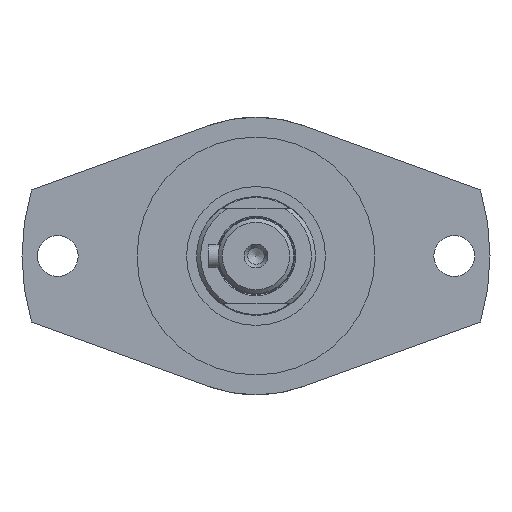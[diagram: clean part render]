
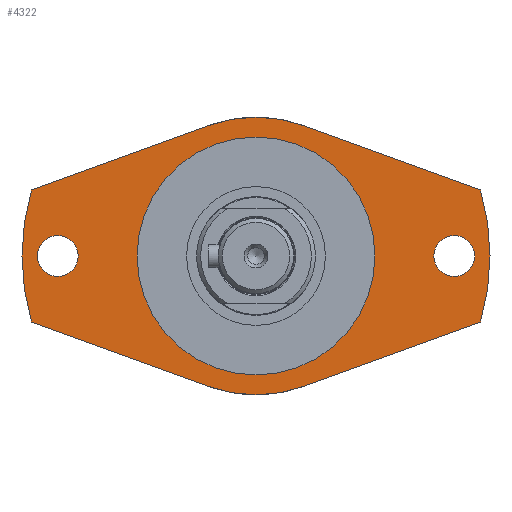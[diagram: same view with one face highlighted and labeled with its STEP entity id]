
A CAD part, left-side view. The second image highlights one B-rep face of the part: STEP entity #4322.
In plain terms, the highlighted planar face has unit normal (-1, 0, 0).
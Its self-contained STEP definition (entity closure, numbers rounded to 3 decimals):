
#109=FACE_BOUND('',#1507,.T.);
#110=FACE_BOUND('',#1508,.T.);
#111=FACE_BOUND('',#1509,.T.);
#649=LINE('',#7251,#968);
#652=LINE('',#7257,#971);
#656=LINE('',#7264,#975);
#659=LINE('',#7270,#978);
#968=VECTOR('',#5752,10.);
#971=VECTOR('',#5757,10.);
#975=VECTOR('',#5763,10.);
#978=VECTOR('',#5768,10.);
#1249=FACE_OUTER_BOUND('',#1506,.T.);
#1506=EDGE_LOOP('',(#3717,#3718,#3719,#3720,#3721,#3722,#3723,#3724));
#1507=EDGE_LOOP('',(#3725));
#1508=EDGE_LOOP('',(#3726));
#1509=EDGE_LOOP('',(#3727,#3728));
#1716=CIRCLE('',#4708,35.);
#1718=CIRCLE('',#4710,35.);
#1722=CIRCLE('',#4715,5.15);
#1725=CIRCLE('',#4719,5.15);
#1727=CIRCLE('',#4727,59.);
#1728=CIRCLE('',#4728,59.);
#1729=CIRCLE('',#4729,30.);
#1730=CIRCLE('',#4730,30.);
#2099=VERTEX_POINT('',#7216);
#2100=VERTEX_POINT('',#7218);
#2103=VERTEX_POINT('',#7224);
#2104=VERTEX_POINT('',#7226);
#2108=VERTEX_POINT('',#7236);
#2111=VERTEX_POINT('',#7244);
#2112=VERTEX_POINT('',#7248);
#2115=VERTEX_POINT('',#7256);
#2117=VERTEX_POINT('',#7262);
#2119=VERTEX_POINT('',#7267);
#2120=VERTEX_POINT('',#7276);
#2121=VERTEX_POINT('',#7277);
#2649=EDGE_CURVE('',#2100,#2099,#1716,.T.);
#2653=EDGE_CURVE('',#2104,#2103,#1718,.T.);
#2659=EDGE_CURVE('',#2108,#2108,#1722,.T.);
#2663=EDGE_CURVE('',#2111,#2111,#1725,.T.);
#2665=EDGE_CURVE('',#2099,#2112,#649,.T.);
#2668=EDGE_CURVE('',#2115,#2104,#652,.T.);
#2672=EDGE_CURVE('',#2103,#2117,#656,.T.);
#2675=EDGE_CURVE('',#2119,#2100,#659,.T.);
#2677=EDGE_CURVE('',#2115,#2112,#1727,.T.);
#2678=EDGE_CURVE('',#2119,#2117,#1728,.T.);
#2679=EDGE_CURVE('',#2120,#2121,#1729,.T.);
#2680=EDGE_CURVE('',#2121,#2120,#1730,.T.);
#3717=ORIENTED_EDGE('',*,*,#2675,.T.);
#3718=ORIENTED_EDGE('',*,*,#2649,.T.);
#3719=ORIENTED_EDGE('',*,*,#2665,.T.);
#3720=ORIENTED_EDGE('',*,*,#2677,.F.);
#3721=ORIENTED_EDGE('',*,*,#2668,.T.);
#3722=ORIENTED_EDGE('',*,*,#2653,.T.);
#3723=ORIENTED_EDGE('',*,*,#2672,.T.);
#3724=ORIENTED_EDGE('',*,*,#2678,.F.);
#3725=ORIENTED_EDGE('',*,*,#2659,.T.);
#3726=ORIENTED_EDGE('',*,*,#2663,.T.);
#3727=ORIENTED_EDGE('',*,*,#2679,.T.);
#3728=ORIENTED_EDGE('',*,*,#2680,.T.);
#4120=PLANE('',#4726);
#4322=ADVANCED_FACE('',(#1249,#109,#110,#111),#4120,.T.);
#4708=AXIS2_PLACEMENT_3D('',#7219,#5720,#5721);
#4710=AXIS2_PLACEMENT_3D('',#7227,#5726,#5727);
#4715=AXIS2_PLACEMENT_3D('',#7238,#5738,#5739);
#4719=AXIS2_PLACEMENT_3D('',#7246,#5747,#5748);
#4726=AXIS2_PLACEMENT_3D('',#7273,#5773,#5774);
#4727=AXIS2_PLACEMENT_3D('',#7274,#5775,#5776);
#4728=AXIS2_PLACEMENT_3D('',#7275,#5777,#5778);
#4729=AXIS2_PLACEMENT_3D('',#7278,#5779,#5780);
#4730=AXIS2_PLACEMENT_3D('',#7279,#5781,#5782);
#5720=DIRECTION('center_axis',(-1.,0.,0.));
#5721=DIRECTION('ref_axis',(0.,-0.342,0.94));
#5726=DIRECTION('center_axis',(-1.,0.,0.));
#5727=DIRECTION('ref_axis',(0.,0.342,-0.94));
#5738=DIRECTION('center_axis',(1.,0.,0.));
#5739=DIRECTION('ref_axis',(0.,0.,
-1.));
#5747=DIRECTION('center_axis',(1.,0.,0.));
#5748=DIRECTION('ref_axis',(0.,0.,
-1.));
#5752=DIRECTION('',(0.,-0.94,0.342));
#5757=DIRECTION('',(0.,0.94,0.342));
#5763=DIRECTION('',(0.,0.94,-0.342));
#5768=DIRECTION('',(0.,-0.94,-0.342));
#5773=DIRECTION('center_axis',(-1.,0.,0.));
#5774=DIRECTION('ref_axis',(0.,0.,1.));
#5775=DIRECTION('center_axis',(1.,0.,0.));
#5776=DIRECTION('ref_axis',(0.,1.,0.));
#5777=DIRECTION('center_axis',(1.,0.,0.));
#5778=DIRECTION('ref_axis',(0.,1.,0.));
#5779=DIRECTION('center_axis',(1.,0.,0.));
#5780=DIRECTION('ref_axis',(0.,1.,0.));
#5781=DIRECTION('center_axis',(1.,0.,0.));
#5782=DIRECTION('ref_axis',(0.,1.,0.));
#7216=CARTESIAN_POINT('',(-186.,-11.971,-32.889));
#7218=CARTESIAN_POINT('',(-186.,11.971,-32.889));
#7219=CARTESIAN_POINT('Origin',(-186.,0.,0.));
#7224=CARTESIAN_POINT('',(-186.,11.971,32.889));
#7226=CARTESIAN_POINT('',(-186.,-11.971,32.889));
#7227=CARTESIAN_POINT('Origin',(-186.,0.,0.));
#7236=CARTESIAN_POINT('',(-186.,-50.,5.15));
#7238=CARTESIAN_POINT('Origin',(-186.,-50.,0.));
#7244=CARTESIAN_POINT('',(-186.,50.,5.15));
#7246=CARTESIAN_POINT('Origin',(-186.,50.,0.));
#7248=CARTESIAN_POINT('',(-186.,-56.604,-16.644));
#7251=CARTESIAN_POINT('',(-186.,7.677,-40.04));
#7256=CARTESIAN_POINT('',(-186.,-56.604,16.644));
#7257=CARTESIAN_POINT('',(-186.,-37.505,23.596));
#7262=CARTESIAN_POINT('',(-186.,56.604,16.644));
#7264=CARTESIAN_POINT('',(-186.,31.618,25.738));
#7267=CARTESIAN_POINT('',(-186.,56.604,-16.644));
#7270=CARTESIAN_POINT('',(-186.,76.799,-9.294));
#7273=CARTESIAN_POINT('Origin',(-186.,44.5,0.));
#7274=CARTESIAN_POINT('Origin',(-186.,0.,0.));
#7275=CARTESIAN_POINT('Origin',(-186.,0.,0.));
#7276=CARTESIAN_POINT('',(-186.,30.,0.));
#7277=CARTESIAN_POINT('',(-186.,-30.,0.));
#7278=CARTESIAN_POINT('Origin',(-186.,0.,0.));
#7279=CARTESIAN_POINT('Origin',(-186.,0.,0.));
